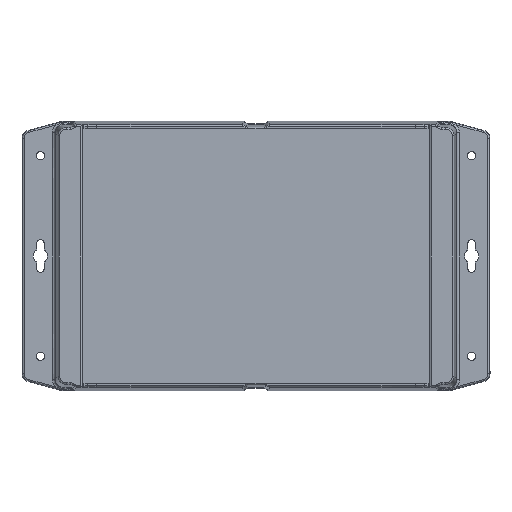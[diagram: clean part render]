
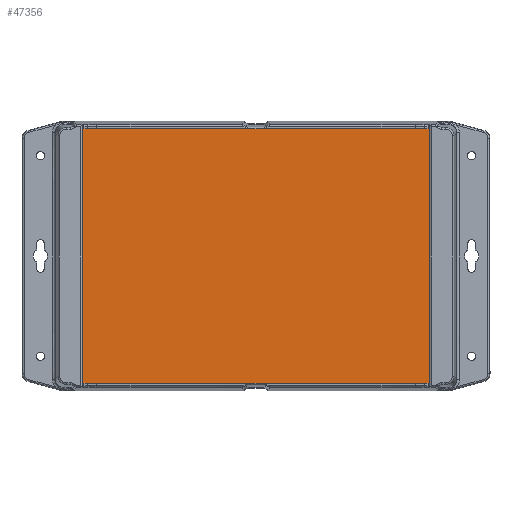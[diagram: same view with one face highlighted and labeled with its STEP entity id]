
A CAD part, front view. The second image highlights one B-rep face of the part: STEP entity #47356.
In plain terms, the highlighted face is planar.
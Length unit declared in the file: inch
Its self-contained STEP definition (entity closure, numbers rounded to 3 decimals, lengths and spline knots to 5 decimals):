
#488 = VERTEX_POINT ( 'NONE', #50452 ) ;
#763 = CARTESIAN_POINT ( 'NONE',  ( -4.09449, 1.77953, 3.08746 ) ) ;
#1302 = ORIENTED_EDGE ( 'NONE', *, *, #57289, .F. ) ;
#1573 = DIRECTION ( 'NONE',  ( 0., 0., -1. ) ) ;
#3116 = VERTEX_POINT ( 'NONE', #46628 ) ;
#3636 = EDGE_CURVE ( 'NONE', #9346, #3116, #44911, .T. ) ;
#3801 = CARTESIAN_POINT ( 'NONE',  ( 4.09449, 1.77953, 0. ) ) ;
#4036 = LINE ( 'NONE', #20830, #28221 ) ;
#5411 = CARTESIAN_POINT ( 'NONE',  ( 4.05512, 1.77953, 0. ) ) ;
#6989 = DIRECTION ( 'NONE',  ( 0., 0., 1. ) ) ;
#7231 = CARTESIAN_POINT ( 'NONE',  ( 4.05512, 1.77953, -3.08746 ) ) ;
#9260 = DIRECTION ( 'NONE',  ( -1., 0., 0. ) ) ;
#9346 = VERTEX_POINT ( 'NONE', #32457 ) ;
#9765 = CARTESIAN_POINT ( 'NONE',  ( 4.09449, 1.77953, -2.99213 ) ) ;
#10066 = CARTESIAN_POINT ( 'NONE',  ( 4.05512, 1.77953, 2.99213 ) ) ;
#10366 = CARTESIAN_POINT ( 'NONE',  ( 4.05512, 1.77953, -2.99213 ) ) ;
#10806 = ORIENTED_EDGE ( 'NONE', *, *, #3636, .F. ) ;
#12394 = ORIENTED_EDGE ( 'NONE', *, *, #42800, .F. ) ;
#13229 = EDGE_LOOP ( 'NONE', ( #49496, #10806, #12394, #21299, #71652, #54949, #61486, #1302, #51829, #38512, #47760, #44925 ) ) ;
#14301 = CARTESIAN_POINT ( 'NONE',  ( -4.72441, 1.77953, -3.08746 ) ) ;
#15450 = VECTOR ( 'NONE', #59905, 39.37008 ) ;
#18109 = CARTESIAN_POINT ( 'NONE',  ( -4.05512, 1.77953, -2.99213 ) ) ;
#18599 = DIRECTION ( 'NONE',  ( -1., 0., 0. ) ) ;
#19835 = EDGE_CURVE ( 'NONE', #58801, #23344, #61645, .T. ) ;
#20830 = CARTESIAN_POINT ( 'NONE',  ( 4.72441, 1.77953, 3.08746 ) ) ;
#21299 = ORIENTED_EDGE ( 'NONE', *, *, #45005, .F. ) ;
#21701 = DIRECTION ( 'NONE',  ( 1., 0., 0. ) ) ;
#21744 = DIRECTION ( 'NONE',  ( -1., 0., 0. ) ) ;
#21972 = VECTOR ( 'NONE', #18599, 39.37008 ) ;
#22537 = CARTESIAN_POINT ( 'NONE',  ( -4.05512, 1.77953, 0. ) ) ;
#22566 = DIRECTION ( 'NONE',  ( 0., 0., -1. ) ) ;
#22668 = EDGE_CURVE ( 'NONE', #3116, #71662, #50089, .T. ) ;
#23344 = VERTEX_POINT ( 'NONE', #10366 ) ;
#23376 = EDGE_CURVE ( 'NONE', #38855, #23926, #4036, .T. ) ;
#23926 = VERTEX_POINT ( 'NONE', #32180 ) ;
#24113 = CARTESIAN_POINT ( 'NONE',  ( -4.05512, 1.77953, 0. ) ) ;
#26709 = DIRECTION ( 'NONE',  ( 0., 0., -1. ) ) ;
#27788 = VECTOR ( 'NONE', #21744, 39.37008 ) ;
#28166 = VERTEX_POINT ( 'NONE', #35036 ) ;
#28221 = VECTOR ( 'NONE', #9260, 39.37008 ) ;
#28419 = VECTOR ( 'NONE', #1573, 39.37008 ) ;
#30352 = VECTOR ( 'NONE', #6989, 39.37008 ) ;
#32180 = CARTESIAN_POINT ( 'NONE',  ( 4.05512, 1.77953, 3.08746 ) ) ;
#32457 = CARTESIAN_POINT ( 'NONE',  ( -4.05512, 1.77953, 2.99213 ) ) ;
#33292 = VECTOR ( 'NONE', #45277, 39.37008 ) ;
#33540 = VERTEX_POINT ( 'NONE', #10066 ) ;
#34573 = DIRECTION ( 'NONE',  ( 0., 0., -1. ) ) ;
#34949 = VERTEX_POINT ( 'NONE', #7231 ) ;
#35036 = CARTESIAN_POINT ( 'NONE',  ( -4.09449, 1.77953, -3.08746 ) ) ;
#35340 = LINE ( 'NONE', #40593, #21972 ) ;
#35613 = EDGE_CURVE ( 'NONE', #71662, #28166, #47822, .T. ) ;
#36776 = CARTESIAN_POINT ( 'NONE',  ( 4.09449, 1.77953, 0. ) ) ;
#37097 = CARTESIAN_POINT ( 'NONE',  ( -4.72441, 1.77953, -3.08746 ) ) ;
#37516 = PLANE ( 'NONE',  #73404 ) ;
#37764 = EDGE_CURVE ( 'NONE', #28166, #73679, #47934, .T. ) ;
#38512 = ORIENTED_EDGE ( 'NONE', *, *, #69701, .F. ) ;
#38855 = VERTEX_POINT ( 'NONE', #47240 ) ;
#39087 = LINE ( 'NONE', #73844, #54271 ) ;
#40593 = CARTESIAN_POINT ( 'NONE',  ( 4.09449, 1.77953, 2.99213 ) ) ;
#42800 = EDGE_CURVE ( 'NONE', #33540, #9346, #35340, .T. ) ;
#43084 = VECTOR ( 'NONE', #21701, 39.37008 ) ;
#43120 = DIRECTION ( 'NONE',  ( 0., -1., 0. ) ) ;
#43517 = EDGE_CURVE ( 'NONE', #34949, #488, #48986, .T. ) ;
#44911 = LINE ( 'NONE', #22537, #33292 ) ;
#44925 = ORIENTED_EDGE ( 'NONE', *, *, #35613, .F. ) ;
#45005 = EDGE_CURVE ( 'NONE', #23926, #33540, #45310, .T. ) ;
#45277 = DIRECTION ( 'NONE',  ( 0., 0., 1. ) ) ;
#45310 = LINE ( 'NONE', #5411, #66281 ) ;
#45859 = VECTOR ( 'NONE', #71789, 39.37008 ) ;
#46628 = CARTESIAN_POINT ( 'NONE',  ( -4.05512, 1.77953, 3.08746 ) ) ;
#47240 = CARTESIAN_POINT ( 'NONE',  ( 4.09449, 1.77953, 3.08746 ) ) ;
#47356 = ADVANCED_FACE ( 'NONE', ( #66696 ), #37516, .F. ) ;
#47760 = ORIENTED_EDGE ( 'NONE', *, *, #37764, .F. ) ;
#47822 = LINE ( 'NONE', #52685, #28419 ) ;
#47934 = LINE ( 'NONE', #37097, #15450 ) ;
#48345 = VECTOR ( 'NONE', #66144, 39.37008 ) ;
#48986 = LINE ( 'NONE', #14301, #45859 ) ;
#49299 = LINE ( 'NONE', #3801, #48345 ) ;
#49496 = ORIENTED_EDGE ( 'NONE', *, *, #22668, .F. ) ;
#50089 = LINE ( 'NONE', #61691, #27788 ) ;
#50452 = CARTESIAN_POINT ( 'NONE',  ( 4.09449, 1.77953, -3.08746 ) ) ;
#51829 = ORIENTED_EDGE ( 'NONE', *, *, #19835, .F. ) ;
#52685 = CARTESIAN_POINT ( 'NONE',  ( -4.09449, 1.77953, 0. ) ) ;
#54271 = VECTOR ( 'NONE', #34573, 39.37008 ) ;
#54949 = ORIENTED_EDGE ( 'NONE', *, *, #57923, .F. ) ;
#57289 = EDGE_CURVE ( 'NONE', #23344, #34949, #39087, .T. ) ;
#57923 = EDGE_CURVE ( 'NONE', #488, #38855, #49299, .T. ) ;
#58126 = LINE ( 'NONE', #24113, #30352 ) ;
#58801 = VERTEX_POINT ( 'NONE', #18109 ) ;
#59905 = DIRECTION ( 'NONE',  ( 1., 0., 0. ) ) ;
#61486 = ORIENTED_EDGE ( 'NONE', *, *, #43517, .F. ) ;
#61645 = LINE ( 'NONE', #9765, #43084 ) ;
#61691 = CARTESIAN_POINT ( 'NONE',  ( 4.72441, 1.77953, 3.08746 ) ) ;
#66144 = DIRECTION ( 'NONE',  ( 0., 0., 1. ) ) ;
#66281 = VECTOR ( 'NONE', #22566, 39.37008 ) ;
#66696 = FACE_OUTER_BOUND ( 'NONE', #13229, .T. ) ;
#69701 = EDGE_CURVE ( 'NONE', #73679, #58801, #58126, .T. ) ;
#71652 = ORIENTED_EDGE ( 'NONE', *, *, #23376, .F. ) ;
#71662 = VERTEX_POINT ( 'NONE', #763 ) ;
#71789 = DIRECTION ( 'NONE',  ( 1., 0., 0. ) ) ;
#72659 = CARTESIAN_POINT ( 'NONE',  ( -4.05512, 1.77953, -3.08746 ) ) ;
#73404 = AXIS2_PLACEMENT_3D ( 'NONE', #36776, #43120, #26709 ) ;
#73679 = VERTEX_POINT ( 'NONE', #72659 ) ;
#73844 = CARTESIAN_POINT ( 'NONE',  ( 4.05512, 1.77953, 0. ) ) ;
